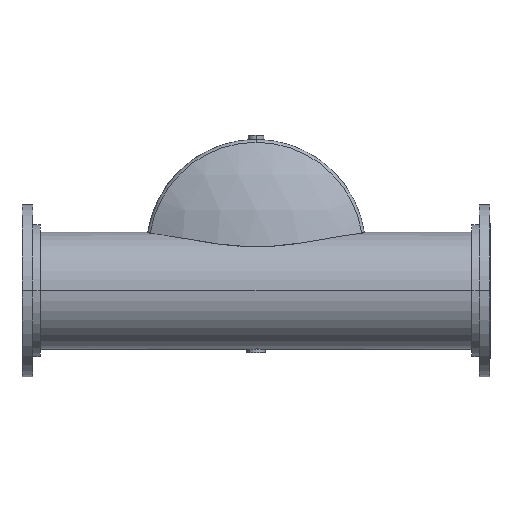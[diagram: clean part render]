
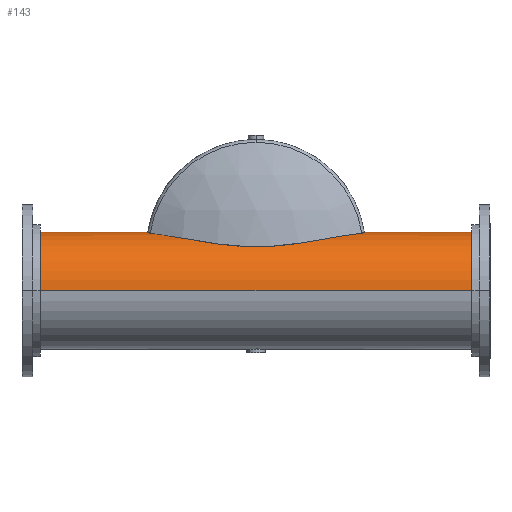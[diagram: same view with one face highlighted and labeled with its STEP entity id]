
A CAD part, top view. The second image highlights one B-rep face of the part: STEP entity #143.
In plain terms, the highlighted cylindrical face has radius 203.2 mm (diameter 406.4 mm), a partial arc.
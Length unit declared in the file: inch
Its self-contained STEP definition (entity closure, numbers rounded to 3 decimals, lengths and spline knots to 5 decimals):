
#37 = CARTESIAN_POINT ( 'NONE',  ( -31.5, 0., -8. ) ) ;
#143 = ADVANCED_FACE ( 'NONE', ( #5487, #4923 ), #688, .T. ) ;
#152 = LINE ( 'NONE', #1873, #1892 ) ;
#208 = DIRECTION ( 'NONE',  ( 1., 0., 0. ) ) ;
#334 = VERTEX_POINT ( 'NONE', #4161 ) ;
#418 = AXIS2_PLACEMENT_3D ( 'NONE', #4117, #1050, #3281 ) ;
#454 = EDGE_CURVE ( 'NONE', #3026, #4255, #1955, .T. ) ;
#574 = ORIENTED_EDGE ( 'NONE', *, *, #4805, .T. ) ;
#582 = DIRECTION ( 'NONE',  ( 1., 0., 0. ) ) ;
#614 = CARTESIAN_POINT ( 'NONE',  ( 8., 0., 0. ) ) ;
#688 = CYLINDRICAL_SURFACE ( 'NONE', #418, 8. ) ;
#737 = EDGE_LOOP ( 'NONE', ( #4794, #2064, #3687, #2909 ) ) ;
#931 = CIRCLE ( 'NONE', #3718, 8. ) ;
#1050 = DIRECTION ( 'NONE',  ( 1., 0., 0. ) ) ;
#1192 = DIRECTION ( 'NONE',  ( 0., 0., -1. ) ) ;
#1225 = DIRECTION ( 'NONE',  ( -1., 0., 0. ) ) ;
#1249 = EDGE_CURVE ( 'NONE', #334, #1980, #4411, .T. ) ;
#1526 = EDGE_CURVE ( 'NONE', #4396, #4066, #4033, .T. ) ;
#1788 = CARTESIAN_POINT ( 'NONE',  ( 31.5, 0., 8. ) ) ;
#1859 = AXIS2_PLACEMENT_3D ( 'NONE', #5589, #1225, #5535 ) ;
#1873 = CARTESIAN_POINT ( 'NONE',  ( -31.5, 0., 8. ) ) ;
#1892 = VECTOR ( 'NONE', #208, 39.37008 ) ;
#1936 = EDGE_CURVE ( 'NONE', #4255, #4396, #2287, .T. ) ;
#1955 = CIRCLE ( 'NONE', #1859, 8. ) ;
#1980 = VERTEX_POINT ( 'NONE', #3146 ) ;
#2064 = ORIENTED_EDGE ( 'NONE', *, *, #2417, .T. ) ;
#2069 = AXIS2_PLACEMENT_3D ( 'NONE', #4589, #2950, #1192 ) ;
#2185 = ORIENTED_EDGE ( 'NONE', *, *, #1936, .T. ) ;
#2287 = LINE ( 'NONE', #3583, #3943 ) ;
#2417 = EDGE_CURVE ( 'NONE', #5544, #2987, #152, .T. ) ;
#2840 = DIRECTION ( 'NONE',  ( 0., 0., 1. ) ) ;
#2909 = ORIENTED_EDGE ( 'NONE', *, *, #1249, .F. ) ;
#2950 = DIRECTION ( 'NONE',  ( 1., 0., 0. ) ) ;
#2987 = VERTEX_POINT ( 'NONE', #1788 ) ;
#3020 = CARTESIAN_POINT ( 'NONE',  ( 8., 7.59934, 2.5 ) ) ;
#3026 = VERTEX_POINT ( 'NONE', #3124 ) ;
#3124 = CARTESIAN_POINT ( 'NONE',  ( -8., 7.59934, 2.5 ) ) ;
#3146 = CARTESIAN_POINT ( 'NONE',  ( 31.5, 0., -8. ) ) ;
#3281 = DIRECTION ( 'NONE',  ( 0., 0., -1. ) ) ;
#3367 = EDGE_LOOP ( 'NONE', ( #2185, #5089, #574, #5091 ) ) ;
#3430 = EDGE_CURVE ( 'NONE', #334, #5544, #5599, .T. ) ;
#3436 = DIRECTION ( 'NONE',  ( 0., 0., -1. ) ) ;
#3519 = CARTESIAN_POINT ( 'NONE',  ( -31.5, 0., 8. ) ) ;
#3574 = VECTOR ( 'NONE', #4330, 39.37008 ) ;
#3583 = CARTESIAN_POINT ( 'NONE',  ( -31.5, 7.59934, -2.5 ) ) ;
#3687 = ORIENTED_EDGE ( 'NONE', *, *, #4009, .F. ) ;
#3718 = AXIS2_PLACEMENT_3D ( 'NONE', #5518, #5171, #3436 ) ;
#3943 = VECTOR ( 'NONE', #4494, 39.37008 ) ;
#4009 = EDGE_CURVE ( 'NONE', #1980, #2987, #931, .T. ) ;
#4033 = CIRCLE ( 'NONE', #4395, 8. ) ;
#4066 = VERTEX_POINT ( 'NONE', #3020 ) ;
#4117 = CARTESIAN_POINT ( 'NONE',  ( -31.5, 0., 0. ) ) ;
#4161 = CARTESIAN_POINT ( 'NONE',  ( -31.5, 0., -8. ) ) ;
#4189 = CARTESIAN_POINT ( 'NONE',  ( -31.5, 7.59934, 2.5 ) ) ;
#4255 = VERTEX_POINT ( 'NONE', #4596 ) ;
#4330 = DIRECTION ( 'NONE',  ( 1., 0., 0. ) ) ;
#4395 = AXIS2_PLACEMENT_3D ( 'NONE', #614, #582, #2840 ) ;
#4396 = VERTEX_POINT ( 'NONE', #4682 ) ;
#4411 = LINE ( 'NONE', #37, #3574 ) ;
#4494 = DIRECTION ( 'NONE',  ( 1., 0., 0. ) ) ;
#4566 = DIRECTION ( 'NONE',  ( -1., 0., 0. ) ) ;
#4589 = CARTESIAN_POINT ( 'NONE',  ( -31.5, 0., 0. ) ) ;
#4596 = CARTESIAN_POINT ( 'NONE',  ( -8., 7.59934, -2.5 ) ) ;
#4620 = LINE ( 'NONE', #4189, #4918 ) ;
#4682 = CARTESIAN_POINT ( 'NONE',  ( 8., 7.59934, -2.5 ) ) ;
#4794 = ORIENTED_EDGE ( 'NONE', *, *, #3430, .T. ) ;
#4805 = EDGE_CURVE ( 'NONE', #4066, #3026, #4620, .T. ) ;
#4918 = VECTOR ( 'NONE', #4566, 39.37008 ) ;
#4923 = FACE_OUTER_BOUND ( 'NONE', #737, .T. ) ;
#5089 = ORIENTED_EDGE ( 'NONE', *, *, #1526, .T. ) ;
#5091 = ORIENTED_EDGE ( 'NONE', *, *, #454, .T. ) ;
#5171 = DIRECTION ( 'NONE',  ( 1., 0., 0. ) ) ;
#5487 = FACE_BOUND ( 'NONE', #3367, .T. ) ;
#5518 = CARTESIAN_POINT ( 'NONE',  ( 31.5, 0., 0. ) ) ;
#5535 = DIRECTION ( 'NONE',  ( 0., 0., -1. ) ) ;
#5544 = VERTEX_POINT ( 'NONE', #3519 ) ;
#5589 = CARTESIAN_POINT ( 'NONE',  ( -8., 0., 0. ) ) ;
#5599 = CIRCLE ( 'NONE', #2069, 8. ) ;
